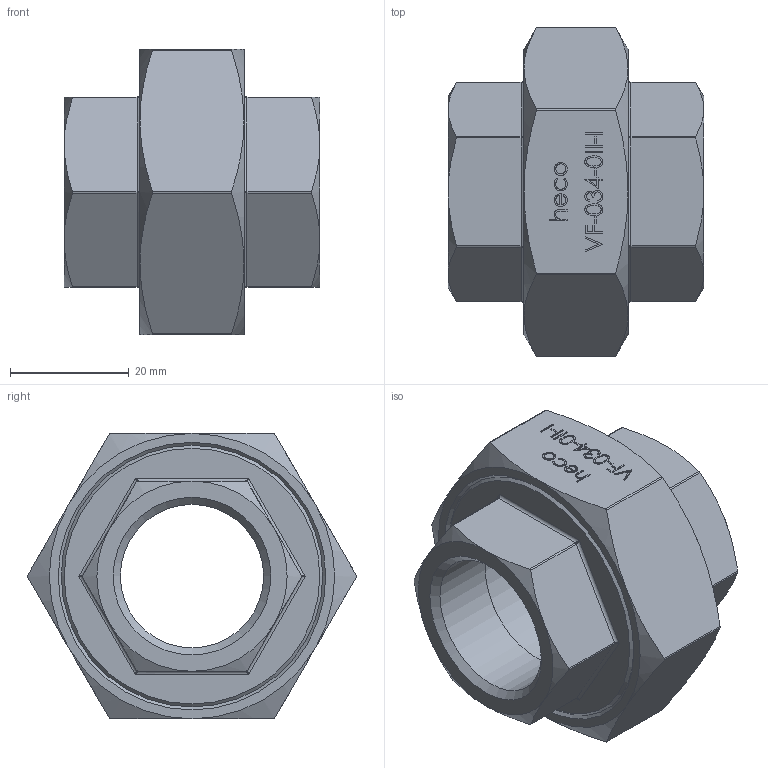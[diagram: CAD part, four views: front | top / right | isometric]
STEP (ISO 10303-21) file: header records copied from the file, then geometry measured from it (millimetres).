
FILE_DESCRIPTION (( 'STEP AP214' ), '1' );
FILE_NAME ('heco_VF-034-0II-I.STEP', '2016-07-07T07:32:06', ( '' ), ( '' ), 'SwSTEP 2.0', 'SolidWorks 2011', '' );
FILE_SCHEMA (( 'AUTOMOTIVE_DESIGN' ));
Length unit declared in the file: millimetre
Products named in the file (1): heco_VF-034-0II-I
Bounding box: 43 x 55.33 x 48.05 mm (x, y, z)
Volume: 33790.8 mm3; surface area: 12383.6 mm2
Topology: 1 solids, 1 shells, 264 faces, 648 edges, 403 vertices
Faces by surface type: plane 119, bspline 79, cylinder 36, cone 30
Full cylindrical faces by diameter (mm): 24.117 x2, 29 x1, 42 x1, 43.4 x1, 44 x1
Entity records: 13323 total; most frequent: CARTESIAN_POINT 6247, ORIENTED_EDGE 1244, DIRECTION 795, EDGE_CURVE 622, VERTEX_POINT 401, LINE 337, VECTOR 337, EDGE_LOOP 307
